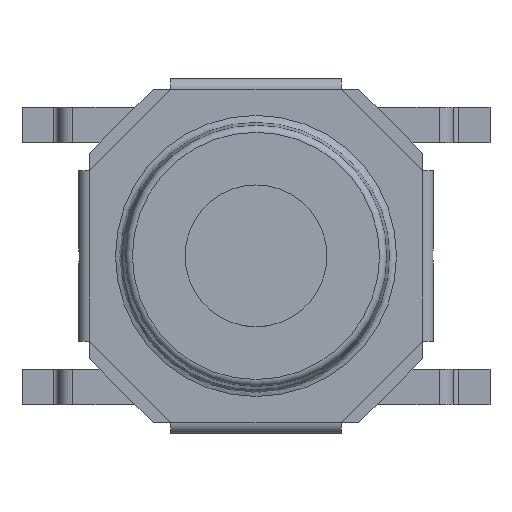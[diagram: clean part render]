
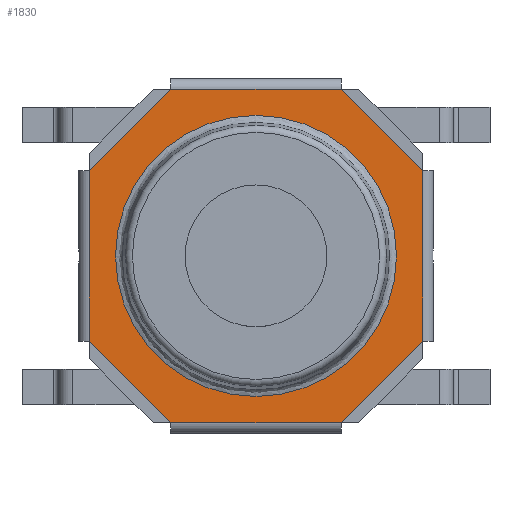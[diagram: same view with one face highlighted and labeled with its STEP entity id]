
A CAD part, top view. The second image highlights one B-rep face of the part: STEP entity #1830.
In plain terms, the highlighted planar face has unit normal (0, 0, 1).
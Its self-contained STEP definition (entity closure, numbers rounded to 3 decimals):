
#1681=CARTESIAN_POINT('',(-1.2,-2.35,0.76));
#1682=VERTEX_POINT('',#1681);
#1700=CARTESIAN_POINT('',(1.2,-2.35,0.76));
#1701=VERTEX_POINT('',#1700);
#1709=CARTESIAN_POINT('',(1.2,-2.35,0.76));
#1710=DIRECTION('',(-1.0,0.0,0.0));
#1711=VECTOR('',#1710,2.4);
#1712=LINE('',#1709,#1711);
#1713=EDGE_CURVE('',#1701,#1682,#1712,.T.);
#1757=CARTESIAN_POINT('',(0.,0.,0.76));
#1758=DIRECTION('',(0.0,0.0,1.0));
#1759=DIRECTION('',(1.0,0.0,0.0));
#1760=AXIS2_PLACEMENT_3D('',#1757,#1758,#1759);
#1761=PLANE('',#1760);
#1762=ORIENTED_EDGE('',*,*,#1713,.F.);
#1763=CARTESIAN_POINT('',(2.35,-1.2,0.76));
#1764=VERTEX_POINT('',#1763);
#1765=CARTESIAN_POINT('',(1.2,-2.35,0.76));
#1766=DIRECTION('',(0.707,0.707,0.0));
#1767=VECTOR('',#1766,1.626);
#1768=LINE('',#1765,#1767);
#1769=EDGE_CURVE('',#1701,#1764,#1768,.T.);
#1770=ORIENTED_EDGE('',*,*,#1769,.T.);
#1771=CARTESIAN_POINT('',(2.35,1.2,0.76));
#1772=VERTEX_POINT('',#1771);
#1773=CARTESIAN_POINT('',(2.35,1.2,0.76));
#1774=DIRECTION('',(0.0,-1.0,0.0));
#1775=VECTOR('',#1774,2.4);
#1776=LINE('',#1773,#1775);
#1777=EDGE_CURVE('',#1772,#1764,#1776,.T.);
#1778=ORIENTED_EDGE('',*,*,#1777,.F.);
#1779=CARTESIAN_POINT('',(1.2,2.35,0.76));
#1780=VERTEX_POINT('',#1779);
#1781=CARTESIAN_POINT('',(2.35,1.2,0.76));
#1782=DIRECTION('',(-0.707,0.707,0.));
#1783=VECTOR('',#1782,1.626);
#1784=LINE('',#1781,#1783);
#1785=EDGE_CURVE('',#1772,#1780,#1784,.T.);
#1786=ORIENTED_EDGE('',*,*,#1785,.T.);
#1787=CARTESIAN_POINT('',(-1.2,2.35,0.76));
#1788=VERTEX_POINT('',#1787);
#1789=CARTESIAN_POINT('',(-1.2,2.35,0.76));
#1790=DIRECTION('',(1.0,0.0,0.0));
#1791=VECTOR('',#1790,2.4);
#1792=LINE('',#1789,#1791);
#1793=EDGE_CURVE('',#1788,#1780,#1792,.T.);
#1794=ORIENTED_EDGE('',*,*,#1793,.F.);
#1795=CARTESIAN_POINT('',(-2.35,1.2,0.76));
#1796=VERTEX_POINT('',#1795);
#1797=CARTESIAN_POINT('',(-1.2,2.35,0.76));
#1798=DIRECTION('',(-0.707,-0.707,0.));
#1799=VECTOR('',#1798,1.626);
#1800=LINE('',#1797,#1799);
#1801=EDGE_CURVE('',#1788,#1796,#1800,.T.);
#1802=ORIENTED_EDGE('',*,*,#1801,.T.);
#1803=CARTESIAN_POINT('',(-2.35,-1.2,0.76));
#1804=VERTEX_POINT('',#1803);
#1805=CARTESIAN_POINT('',(-2.35,-1.2,0.76));
#1806=DIRECTION('',(0.0,1.0,0.0));
#1807=VECTOR('',#1806,2.4);
#1808=LINE('',#1805,#1807);
#1809=EDGE_CURVE('',#1804,#1796,#1808,.T.);
#1810=ORIENTED_EDGE('',*,*,#1809,.F.);
#1811=CARTESIAN_POINT('',(-2.35,-1.2,0.76));
#1812=DIRECTION('',(0.707,-0.707,0.0));
#1813=VECTOR('',#1812,1.626);
#1814=LINE('',#1811,#1813);
#1815=EDGE_CURVE('',#1804,#1682,#1814,.T.);
#1816=ORIENTED_EDGE('',*,*,#1815,.T.);
#1817=EDGE_LOOP('',(#1762,#1770,#1778,#1786,#1794,#1802,#1810,#1816));
#1818=FACE_OUTER_BOUND('',#1817,.T.);
#1819=CARTESIAN_POINT('',(1.981,0.,0.76));
#1820=VERTEX_POINT('',#1819);
#1821=CARTESIAN_POINT('',(0.0,0.0,0.76));
#1822=DIRECTION('',(0.0,0.0,1.0));
#1823=DIRECTION('',(-1.0,0.0,0.0));
#1824=AXIS2_PLACEMENT_3D('',#1821,#1822,#1823);
#1825=CIRCLE('',#1824,1.981);
#1826=EDGE_CURVE('',#1820,#1820,#1825,.T.);
#1827=ORIENTED_EDGE('',*,*,#1826,.F.);
#1828=EDGE_LOOP('',(#1827));
#1829=FACE_BOUND('',#1828,.T.);
#1830=ADVANCED_FACE('',(#1818,#1829),#1761,.T.);
